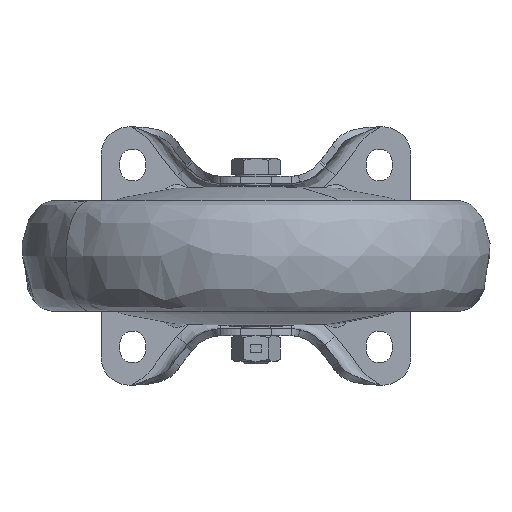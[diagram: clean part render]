
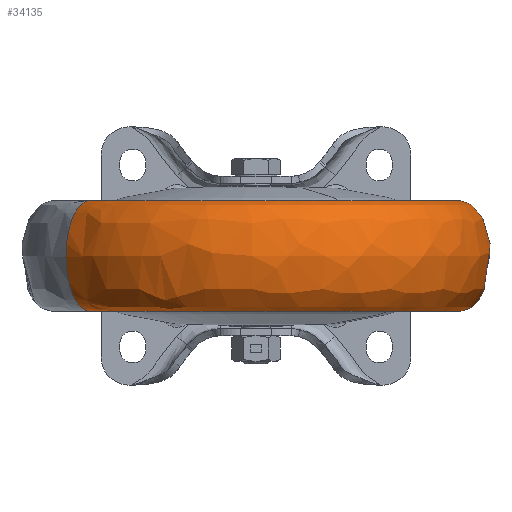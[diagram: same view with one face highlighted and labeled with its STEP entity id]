
A CAD part, front view. The second image highlights one B-rep face of the part: STEP entity #34135.
In plain terms, the highlighted free-form (B-spline) face has degree [3, 3] with [4, 4] control points.
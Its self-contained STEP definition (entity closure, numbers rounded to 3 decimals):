
#92 = CARTESIAN_POINT ( 'NONE',  ( 31.882, -328.041, 110.326 ) ) ;
#155 = CARTESIAN_POINT ( 'NONE',  ( 91.08, -68.964, 63.326 ) ) ;
#380 =( BOUNDED_CURVE ( )  B_SPLINE_CURVE ( 3, ( #29445, #10737, #15672, #13284 ),
 .UNSPECIFIED., .F., .F. ) 
 B_SPLINE_CURVE_WITH_KNOTS ( ( 4, 4 ),
 ( 0., 1. ),
 .UNSPECIFIED. ) 
 CURVE ( )  GEOMETRIC_REPRESENTATION_ITEM ( )  RATIONAL_B_SPLINE_CURVE ( ( 1., 0.333, 0.333, 1. ) ) 
 REPRESENTATION_ITEM ( '' )  );
#382 = VERTEX_POINT ( 'NONE', #27572 ) ;
#502 = CARTESIAN_POINT ( 'NONE',  ( 70.84, -83.639, 110.326 ) ) ;
#1052 = EDGE_CURVE ( 'NONE', #5410, #1241, #12739, .T. ) ;
#1241 = VERTEX_POINT ( 'NONE', #34725 ) ;
#1983 = EDGE_CURVE ( 'NONE', #1241, #382, #380, .T. ) ;
#2138 = DIRECTION ( 'NONE',  ( 0.587, -0.81, 0. ) ) ;
#3460 = CARTESIAN_POINT ( 'NONE',  ( -91.08, -201.036, 110.326 ) ) ;
#5410 = VERTEX_POINT ( 'NONE', #18748 ) ;
#5646 = ORIENTED_EDGE ( 'NONE', *, *, #7892, .T. ) ;
#6035 = CARTESIAN_POINT ( 'NONE',  ( 70.84, -83.639, 110.326 ) ) ;
#6370 = EDGE_LOOP ( 'NONE', ( #15523, #26565, #5646, #26159 ) ) ;
#7892 = EDGE_CURVE ( 'NONE', #29545, #382, #22994, .T. ) ;
#8583 = DIRECTION ( 'NONE',  ( 0.587, -0.81, 0. ) ) ;
#8600 = CARTESIAN_POINT ( 'NONE',  ( -91.08, -201.036, 63.326 ) ) ;
#8755 = DIRECTION ( 'NONE',  ( 0., 0., -1. ) ) ;
#8773 = CARTESIAN_POINT ( 'NONE',  ( 70.84, -83.639, 63.326 ) ) ;
#8836 = CARTESIAN_POINT ( 'NONE',  ( 70.84, -83.639, 63.326 ) ) ;
#8951 = CARTESIAN_POINT ( 'NONE',  ( 173.562, -225.319, 63.326 ) ) ;
#9617 = CARTESIAN_POINT ( 'NONE',  ( 91.08, -68.964, 110.326 ) ) ;
#10737 = CARTESIAN_POINT ( 'NONE',  ( -91.08, -201.036, 63.326 ) ) ;
#11157 = CARTESIAN_POINT ( 'NONE',  ( 40.991, -383.195, 63.326 ) ) ;
#12739 = CIRCLE ( 'NONE', #32456, 87.5 ) ;
#13284 = CARTESIAN_POINT ( 'NONE',  ( -70.84, -186.361, 110.326 ) ) ;
#15523 = ORIENTED_EDGE ( 'NONE', *, *, #1052, .F. ) ;
#15672 = CARTESIAN_POINT ( 'NONE',  ( -91.08, -201.036, 110.326 ) ) ;
#15987 = DIRECTION ( 'NONE',  ( 0., 0., -1. ) ) ;
#17138 = CARTESIAN_POINT ( 'NONE',  ( 31.882, -328.041, 63.326 ) ) ;
#18491 =( BOUNDED_CURVE ( )  B_SPLINE_CURVE ( 3, ( #8836, #155, #22291, #502 ),
 .UNSPECIFIED., .F., .F. ) 
 B_SPLINE_CURVE_WITH_KNOTS ( ( 4, 4 ),
 ( 0., 1. ),
 .UNSPECIFIED. ) 
 CURVE ( )  GEOMETRIC_REPRESENTATION_ITEM ( )  RATIONAL_B_SPLINE_CURVE ( ( 1., 0.333, 0.333, 1. ) ) 
 REPRESENTATION_ITEM ( '' )  );
#18748 = CARTESIAN_POINT ( 'NONE',  ( 70.84, -83.639, 63.326 ) ) ;
#19233 =( BOUNDED_SURFACE ( )  B_SPLINE_SURFACE ( 3, 3, ( 
 ( #8773, #8951, #17138, #31108 ),
 ( #28047, #28385, #11157, #8600 ),
 ( #9617, #20688, #30924, #3460 ),
 ( #6035, #33326, #92, #31796 ) ),
 .UNSPECIFIED., .F., .F., .F. ) 
 B_SPLINE_SURFACE_WITH_KNOTS ( ( 4, 4 ),
 ( 4, 4 ),
 ( 0., 1. ),
 ( 0., 1. ),
 .UNSPECIFIED. ) 
 GEOMETRIC_REPRESENTATION_ITEM ( )  RATIONAL_B_SPLINE_SURFACE ( (
 ( 1., 0.333, 0.333, 1.),
 ( 0.333, 0.111, 0.111, 0.333),
 ( 0.333, 0.111, 0.111, 0.333),
 ( 1., 0.333, 0.333, 1.) ) ) 
 REPRESENTATION_ITEM ( '' )  SURFACE ( )  );
#19349 = EDGE_CURVE ( 'NONE', #5410, #29545, #18491, .T. ) ;
#20554 = FACE_OUTER_BOUND ( 'NONE', #6370, .T. ) ;
#20688 = CARTESIAN_POINT ( 'NONE',  ( 223.151, -251.124, 110.326 ) ) ;
#22291 = CARTESIAN_POINT ( 'NONE',  ( 91.08, -68.964, 110.326 ) ) ;
#22994 = CIRCLE ( 'NONE', #35177, 87.5 ) ;
#25509 = CARTESIAN_POINT ( 'NONE',  ( 0., -135., 110.326 ) ) ;
#26159 = ORIENTED_EDGE ( 'NONE', *, *, #1983, .F. ) ;
#26565 = ORIENTED_EDGE ( 'NONE', *, *, #19349, .T. ) ;
#27484 = CARTESIAN_POINT ( 'NONE',  ( 70.84, -83.639, 110.326 ) ) ;
#27572 = CARTESIAN_POINT ( 'NONE',  ( -70.84, -186.361, 110.326 ) ) ;
#28047 = CARTESIAN_POINT ( 'NONE',  ( 91.08, -68.964, 63.326 ) ) ;
#28385 = CARTESIAN_POINT ( 'NONE',  ( 223.151, -251.124, 63.326 ) ) ;
#29445 = CARTESIAN_POINT ( 'NONE',  ( -70.84, -186.361, 63.326 ) ) ;
#29545 = VERTEX_POINT ( 'NONE', #27484 ) ;
#30549 = CARTESIAN_POINT ( 'NONE',  ( 0., -135., 63.326 ) ) ;
#30924 = CARTESIAN_POINT ( 'NONE',  ( 40.991, -383.195, 110.326 ) ) ;
#31108 = CARTESIAN_POINT ( 'NONE',  ( -70.84, -186.361, 63.326 ) ) ;
#31796 = CARTESIAN_POINT ( 'NONE',  ( -70.84, -186.361, 110.326 ) ) ;
#32456 = AXIS2_PLACEMENT_3D ( 'NONE', #30549, #8755, #8583 ) ;
#33326 = CARTESIAN_POINT ( 'NONE',  ( 173.562, -225.319, 110.326 ) ) ;
#34135 = ADVANCED_FACE ( 'NONE', ( #20554 ), #19233, .T. ) ;
#34725 = CARTESIAN_POINT ( 'NONE',  ( -70.84, -186.361, 63.326 ) ) ;
#35177 = AXIS2_PLACEMENT_3D ( 'NONE', #25509, #15987, #2138 ) ;
